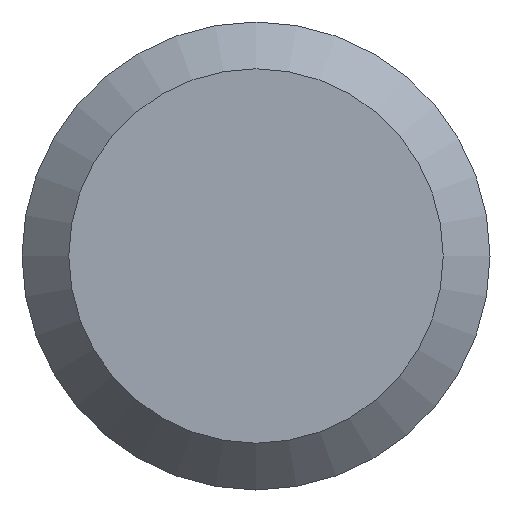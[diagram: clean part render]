
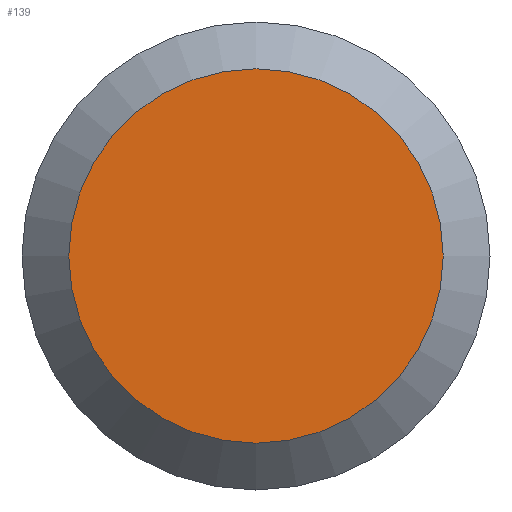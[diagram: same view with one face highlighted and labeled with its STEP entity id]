
A CAD part, left-side view. The second image highlights one B-rep face of the part: STEP entity #139.
In plain terms, the highlighted planar face has unit normal (-1, 0, 0).
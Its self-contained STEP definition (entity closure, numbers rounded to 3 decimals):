
#1 = EDGE_LOOP ( 'NONE', ( #40 ) ) ;
#6 = PLANE ( 'NONE',  #186 ) ;
#9 = DIRECTION ( 'NONE',  ( -1., 0., 0. ) ) ;
#40 = ORIENTED_EDGE ( 'NONE', *, *, #209, .T. ) ;
#47 = DIRECTION ( 'NONE',  ( 1., 0., 0. ) ) ;
#68 = AXIS2_PLACEMENT_3D ( 'NONE', #165, #9, #146 ) ;
#110 = DIRECTION ( 'NONE',  ( 0., 0., -1. ) ) ;
#113 = CARTESIAN_POINT ( 'NONE',  ( 0., 0., -0.48 ) ) ;
#122 = VERTEX_POINT ( 'NONE', #113 ) ;
#139 = ADVANCED_FACE ( 'NONE', ( #147 ), #6, .F. ) ;
#142 = CARTESIAN_POINT ( 'NONE',  ( 0., 0.6, 0. ) ) ;
#146 = DIRECTION ( 'NONE',  ( 0., 0., -1. ) ) ;
#147 = FACE_OUTER_BOUND ( 'NONE', #1, .T. ) ;
#165 = CARTESIAN_POINT ( 'NONE',  ( 0., 0., 0. ) ) ;
#175 = CIRCLE ( 'NONE', #68, 0.48 ) ;
#186 = AXIS2_PLACEMENT_3D ( 'NONE', #142, #47, #110 ) ;
#209 = EDGE_CURVE ( 'NONE', #122, #122, #175, .T. ) ;
